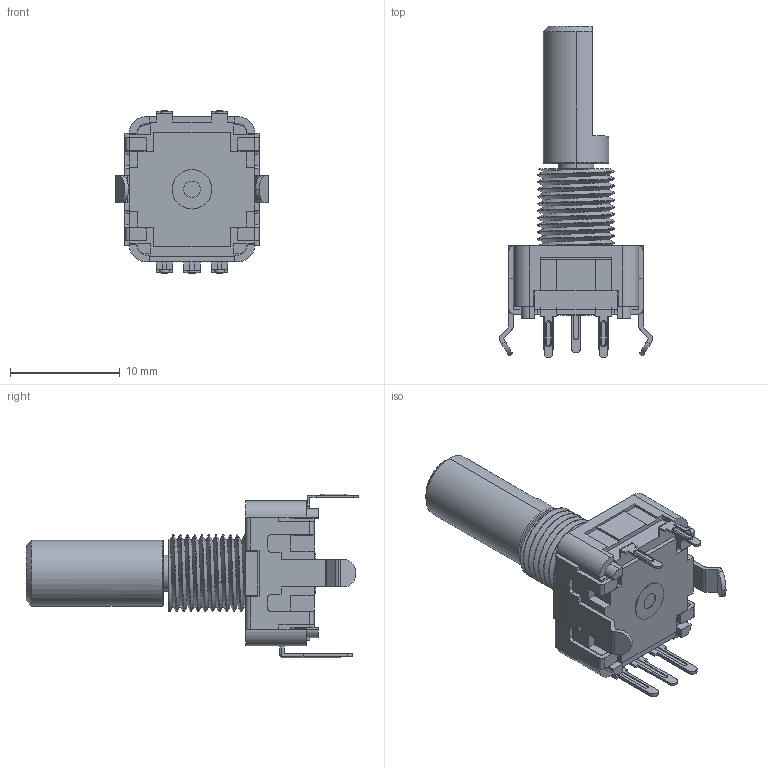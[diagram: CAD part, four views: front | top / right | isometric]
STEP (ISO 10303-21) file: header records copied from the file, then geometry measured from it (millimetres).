
FILE_DESCRIPTION (( 'STEP AP214' ), '1' );
FILE_NAME ('PEC11H-4220K-S0024.STEP', '2023-10-31T17:00:14', ( 'USER' ), ( '' ), 'SwSTEP 2.0', 'SolidWorks 2016', '' );
FILE_SCHEMA (( 'AUTOMOTIVE_DESIGN' ));
Length unit declared in the file: millimetre
Products named in the file (1): PEC11H-4220K-S0024
Bounding box: 14 x 30.2 x 14.9 mm (x, y, z)
Surface area: 1684.6 mm2 (no closed solid volume)
Topology: 0 solids, 4 shells, 465 faces, 1359 edges, 917 vertices
Faces by surface type: plane 285, cylinder 146, bspline 23, cone 11
Entity records: 20312 total; most frequent: CARTESIAN_POINT 8118, ORIENTED_EDGE 2710, DIRECTION 2304, EDGE_CURVE 1359, VERTEX_POINT 917, VECTOR 904, LINE 904, AXIS2_PLACEMENT_3D 700
